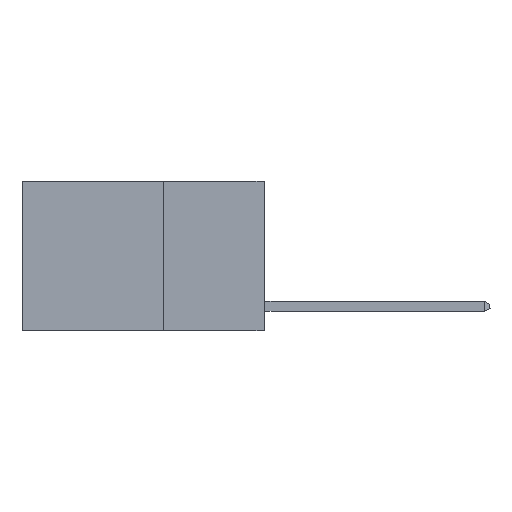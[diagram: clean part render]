
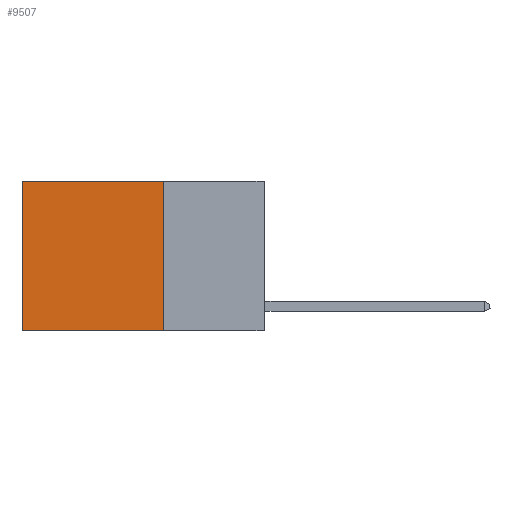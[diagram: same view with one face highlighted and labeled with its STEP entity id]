
A CAD part, left-side view. The second image highlights one B-rep face of the part: STEP entity #9507.
In plain terms, the highlighted planar face has unit normal (-1, 0, 0).
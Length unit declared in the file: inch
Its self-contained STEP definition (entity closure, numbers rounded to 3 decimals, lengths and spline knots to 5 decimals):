
#49 = VECTOR ( 'NONE', #7510, 39.37008 ) ;
#67 = AXIS2_PLACEMENT_3D ( 'NONE', #8854, #3801, #2958 ) ;
#1130 = VECTOR ( 'NONE', #5607, 39.37008 ) ;
#1365 = PLANE ( 'NONE',  #67 ) ;
#1701 = CARTESIAN_POINT ( 'NONE',  ( 0.2625, 0.6, 0. ) ) ;
#1751 = LINE ( 'NONE', #1701, #6398 ) ;
#2003 = CARTESIAN_POINT ( 'NONE',  ( 0.2625, 0.6, 0. ) ) ;
#2143 = ORIENTED_EDGE ( 'NONE', *, *, #4918, .T. ) ;
#2300 = VERTEX_POINT ( 'NONE', #2003 ) ;
#2420 = VERTEX_POINT ( 'NONE', #10072 ) ;
#2958 = DIRECTION ( 'NONE',  ( 0., 0., -1. ) ) ;
#3250 = VERTEX_POINT ( 'NONE', #6915 ) ;
#3565 = VECTOR ( 'NONE', #10225, 39.37008 ) ;
#3801 = DIRECTION ( 'NONE',  ( 1., 0., 0. ) ) ;
#3815 = ORIENTED_EDGE ( 'NONE', *, *, #8802, .T. ) ;
#4279 = CARTESIAN_POINT ( 'NONE',  ( 0.2625, 0.25, -0.37 ) ) ;
#4362 = EDGE_CURVE ( 'NONE', #2420, #3250, #9600, .T. ) ;
#4651 = CARTESIAN_POINT ( 'NONE',  ( 0.2625, 0.25, 0. ) ) ;
#4918 = EDGE_CURVE ( 'NONE', #2300, #3250, #1751, .T. ) ;
#5493 = LINE ( 'NONE', #4651, #1130 ) ;
#5607 = DIRECTION ( 'NONE',  ( 0., 0., -1. ) ) ;
#6398 = VECTOR ( 'NONE', #10262, 39.37008 ) ;
#6825 = LINE ( 'NONE', #8352, #49 ) ;
#6915 = CARTESIAN_POINT ( 'NONE',  ( 0.2625, 0.6, -0.37 ) ) ;
#7510 = DIRECTION ( 'NONE',  ( 0., 1., 0. ) ) ;
#7952 = CARTESIAN_POINT ( 'NONE',  ( 0.2625, 0.25, 0. ) ) ;
#8205 = EDGE_LOOP ( 'NONE', ( #2143, #10849, #10510, #3815 ) ) ;
#8352 = CARTESIAN_POINT ( 'NONE',  ( 0.2625, 0.25, 0. ) ) ;
#8669 = EDGE_CURVE ( 'NONE', #9445, #2420, #5493, .T. ) ;
#8802 = EDGE_CURVE ( 'NONE', #9445, #2300, #6825, .T. ) ;
#8854 = CARTESIAN_POINT ( 'NONE',  ( 0.2625, 0.25, 0. ) ) ;
#9445 = VERTEX_POINT ( 'NONE', #7952 ) ;
#9507 = ADVANCED_FACE ( 'NONE', ( #9838 ), #1365, .F. ) ;
#9600 = LINE ( 'NONE', #4279, #3565 ) ;
#9838 = FACE_OUTER_BOUND ( 'NONE', #8205, .T. ) ;
#10072 = CARTESIAN_POINT ( 'NONE',  ( 0.2625, 0.25, -0.37 ) ) ;
#10225 = DIRECTION ( 'NONE',  ( 0., 1., 0. ) ) ;
#10262 = DIRECTION ( 'NONE',  ( 0., 0., -1. ) ) ;
#10510 = ORIENTED_EDGE ( 'NONE', *, *, #8669, .F. ) ;
#10849 = ORIENTED_EDGE ( 'NONE', *, *, #4362, .F. ) ;
